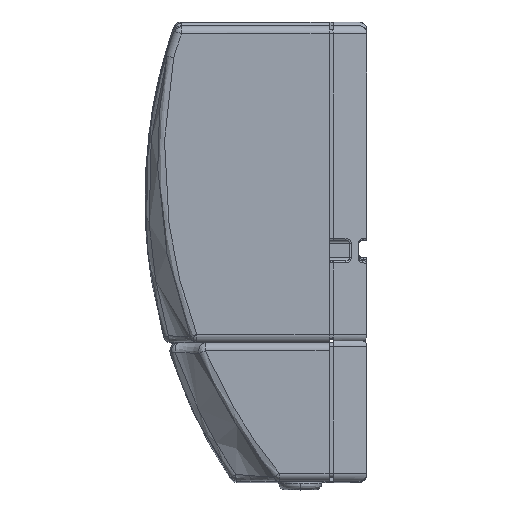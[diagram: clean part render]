
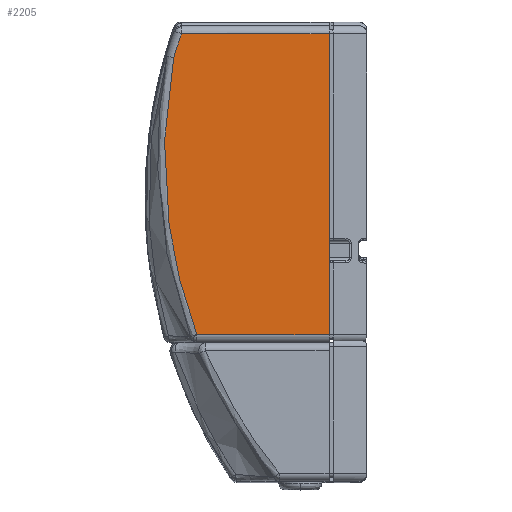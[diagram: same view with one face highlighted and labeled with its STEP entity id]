
A CAD part, top view. The second image highlights one B-rep face of the part: STEP entity #2205.
In plain terms, the highlighted planar face has unit normal (0, 0, 1).
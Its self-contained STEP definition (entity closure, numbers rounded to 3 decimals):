
#1581 = B_SPLINE_CURVE_WITH_KNOTS ( 'NONE', 3,
 ( #98799, #21815, #47441, #79671, #80221, #22351, #4854, #97187, #55112, #55645, #5404, #23960, #88961, #38735, #30012, #57255, #72023, #13081, #96645, #38190, #46376, #71490, #80757, #6472 ),
 .UNSPECIFIED., .F., .F.,
 ( 4, 2, 2, 2, 2, 2, 2, 2, 2, 2, 2, 4 ),
 ( 0., 0.062, 0.125, 0.187, 0.25, 0.312, 0.375, 0.5, 0.625, 0.75, 0.875, 1. ),
 .UNSPECIFIED. ) ;
#2186 = VERTEX_POINT ( 'NONE', #71777 ) ;
#2205 = ADVANCED_FACE ( 'NONE', ( #107251 ), #105132, .T. ) ;
#3739 = VERTEX_POINT ( 'NONE', #35846 ) ;
#4854 = CARTESIAN_POINT ( 'NONE',  ( -125.256, 311.334, 360.5 ) ) ;
#5404 = CARTESIAN_POINT ( 'NONE',  ( -127.53, 277.238, 360.5 ) ) ;
#6472 = CARTESIAN_POINT ( 'NONE',  ( -96.627, 87.275, 360.5 ) ) ;
#13081 = CARTESIAN_POINT ( 'NONE',  ( -120.465, 175.116, 360.5 ) ) ;
#13854 = DIRECTION ( 'NONE',  ( 0.349, -0.937, 0. ) ) ;
#15192 = EDGE_CURVE ( 'NONE', #2186, #105195, #24092, .T. ) ;
#20590 = AXIS2_PLACEMENT_3D ( 'NONE', #63609, #79417, #88166 ) ;
#21815 = CARTESIAN_POINT ( 'NONE',  ( -119.67, 350.803, 360.5 ) ) ;
#22351 = CARTESIAN_POINT ( 'NONE',  ( -124.651, 316.997, 360.5 ) ) ;
#22637 = DIRECTION ( 'NONE',  ( 1., 0., 0. ) ) ;
#22671 = EDGE_CURVE ( 'NONE', #105195, #50935, #1581, .T. ) ;
#23141 = EDGE_CURVE ( 'NONE', #87262, #2186, #91412, .T. ) ;
#23960 = CARTESIAN_POINT ( 'NONE',  ( -127.77, 265.851, 360.5 ) ) ;
#24092 = CIRCLE ( 'NONE', #20590, 492. ) ;
#27026 = ORIENTED_EDGE ( 'NONE', *, *, #22671, .T. ) ;
#28844 = ORIENTED_EDGE ( 'NONE', *, *, #23141, .T. ) ;
#29977 = EDGE_LOOP ( 'NONE', ( #71547, #28844, #58667, #27026, #64347, #45468 ) ) ;
#30012 = CARTESIAN_POINT ( 'NONE',  ( -127.031, 231.684, 360.5 ) ) ;
#34068 = CARTESIAN_POINT ( 'NONE',  ( 33.294, 231.111, 360.5 ) ) ;
#34562 = VECTOR ( 'NONE', #41194, 1000. ) ;
#34956 = LINE ( 'NONE', #51340, #45339 ) ;
#35846 = CARTESIAN_POINT ( 'NONE',  ( 33.294, 85.775, 360.5 ) ) ;
#38190 = CARTESIAN_POINT ( 'NONE',  ( -113.452, 141.665, 360.5 ) ) ;
#38735 = CARTESIAN_POINT ( 'NONE',  ( -127.569, 243.062, 360.5 ) ) ;
#41194 = DIRECTION ( 'NONE',  ( 0., 1., 0. ) ) ;
#42817 = CARTESIAN_POINT ( 'NONE',  ( -96.069, 85.775, 360.5 ) ) ;
#43781 = EDGE_CURVE ( 'NONE', #3739, #87262, #65782, .T. ) ;
#45339 = VECTOR ( 'NONE', #68796, 1000. ) ;
#45468 = ORIENTED_EDGE ( 'NONE', *, *, #50879, .T. ) ;
#45684 = EDGE_CURVE ( 'NONE', #50935, #48266, #54265, .T. ) ;
#46376 = CARTESIAN_POINT ( 'NONE',  ( -110.61, 130.636, 360.5 ) ) ;
#47441 = CARTESIAN_POINT ( 'NONE',  ( -120.66, 345.194, 360.5 ) ) ;
#48266 = VERTEX_POINT ( 'NONE', #42817 ) ;
#50879 = EDGE_CURVE ( 'NONE', #48266, #3739, #34956, .T. ) ;
#50935 = VERTEX_POINT ( 'NONE', #102703 ) ;
#51340 = CARTESIAN_POINT ( 'NONE',  ( -42.116, 85.775, 360.5 ) ) ;
#54265 = LINE ( 'NONE', #55343, #67530 ) ;
#54933 = CARTESIAN_POINT ( 'NONE',  ( 33.294, 379.775, 360.5 ) ) ;
#55112 = CARTESIAN_POINT ( 'NONE',  ( -126.684, 294.306, 360.5 ) ) ;
#55343 = CARTESIAN_POINT ( 'NONE',  ( -96.627, 87.275, 360.5 ) ) ;
#55645 = CARTESIAN_POINT ( 'NONE',  ( -127.313, 282.929, 360.5 ) ) ;
#57255 = CARTESIAN_POINT ( 'NONE',  ( -125.178, 208.968, 360.5 ) ) ;
#58667 = ORIENTED_EDGE ( 'NONE', *, *, #15192, .T. ) ;
#63609 = CARTESIAN_POINT ( 'NONE',  ( 353.389, 217.449, 360.5 ) ) ;
#64145 = DIRECTION ( 'NONE',  ( 0., 0., 1. ) ) ;
#64347 = ORIENTED_EDGE ( 'NONE', *, *, #45684, .T. ) ;
#65782 = LINE ( 'NONE', #34068, #34562 ) ;
#67530 = VECTOR ( 'NONE', #13854, 1000. ) ;
#68796 = DIRECTION ( 'NONE',  ( 1., 0., 0. ) ) ;
#71490 = CARTESIAN_POINT ( 'NONE',  ( -104.173, 108.772, 360.5 ) ) ;
#71547 = ORIENTED_EDGE ( 'NONE', *, *, #43781, .T. ) ;
#71777 = CARTESIAN_POINT ( 'NONE',  ( -111.062, 379.775, 360.5 ) ) ;
#72023 = CARTESIAN_POINT ( 'NONE',  ( -123.864, 197.655, 360.5 ) ) ;
#74455 = DIRECTION ( 'NONE',  ( -1., 0., 0. ) ) ;
#79417 = DIRECTION ( 'NONE',  ( 0., 0., 1. ) ) ;
#79671 = CARTESIAN_POINT ( 'NONE',  ( -122.449, 333.946, 360.5 ) ) ;
#80221 = CARTESIAN_POINT ( 'NONE',  ( -123.247, 328.305, 360.5 ) ) ;
#80757 = CARTESIAN_POINT ( 'NONE',  ( -100.585, 97.962, 360.5 ) ) ;
#87262 = VERTEX_POINT ( 'NONE', #54933 ) ;
#88166 = DIRECTION ( 'NONE',  ( 1., 0., 0. ) ) ;
#88961 = CARTESIAN_POINT ( 'NONE',  ( -127.793, 260.154, 360.5 ) ) ;
#89255 = CARTESIAN_POINT ( 'NONE',  ( -42.116, 231.111, 360.5 ) ) ;
#90650 = VECTOR ( 'NONE', #74455, 1000. ) ;
#91412 = LINE ( 'NONE', #107260, #90650 ) ;
#96000 = CARTESIAN_POINT ( 'NONE',  ( -118.583, 356.396, 360.5 ) ) ;
#96645 = CARTESIAN_POINT ( 'NONE',  ( -118.382, 163.919, 360.5 ) ) ;
#97187 = CARTESIAN_POINT ( 'NONE',  ( -126.273, 299.99, 360.5 ) ) ;
#98799 = CARTESIAN_POINT ( 'NONE',  ( -118.583, 356.396, 360.5 ) ) ;
#102703 = CARTESIAN_POINT ( 'NONE',  ( -96.627, 87.275, 360.5 ) ) ;
#105132 = PLANE ( 'NONE',  #106797 ) ;
#105195 = VERTEX_POINT ( 'NONE', #96000 ) ;
#106797 = AXIS2_PLACEMENT_3D ( 'NONE', #89255, #64145, #22637 ) ;
#107251 = FACE_OUTER_BOUND ( 'NONE', #29977, .T. ) ;
#107260 = CARTESIAN_POINT ( 'NONE',  ( -42.116, 379.775, 360.5 ) ) ;
